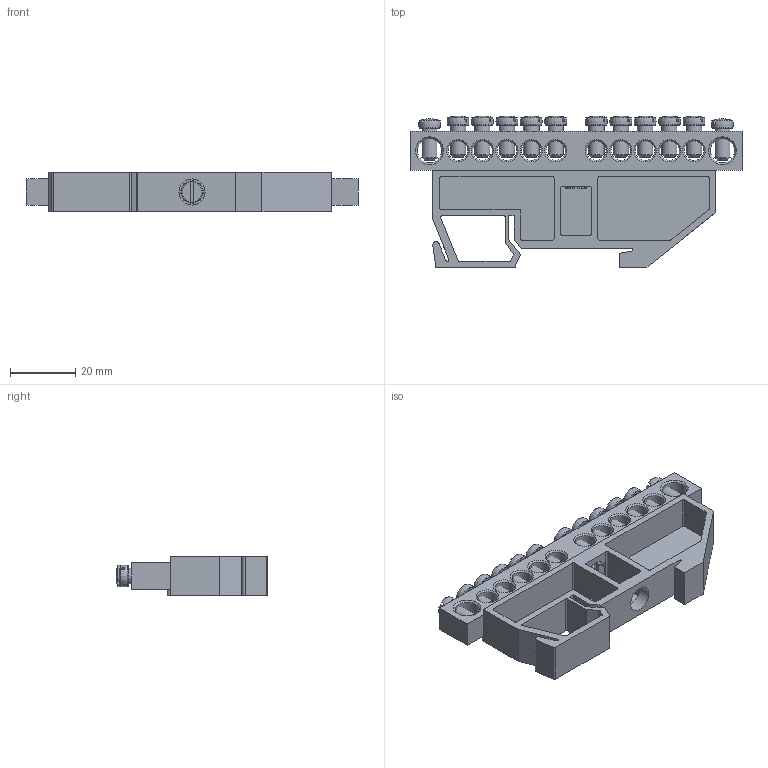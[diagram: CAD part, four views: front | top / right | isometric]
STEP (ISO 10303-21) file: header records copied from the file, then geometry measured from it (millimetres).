
FILE_DESCRIPTION(/* description */ (''),/* implementation_level */ '2;1');
FILE_NAME(/* name */ 'Шина PE 8х12-12_1 изолятор DIN.stp',/* time_stamp */ '2021-04-12T22:26:12+03:00',/* author */ ('Admin'),/* organization */ (''),/* preprocessor_version */ 'ST-DEVELOPER v15.6',/* originating_system */ 'Autodesk Inventor 2015',/* authorisation */ '');
FILE_SCHEMA (('AUTOMOTIVE_DESIGN { 1 0 10303 214 3 1 1 }'));
Length unit declared in the file: millimetre
Products named in the file (5): 8х12-12_1; Винт M5x10; Изолятор DIN \X2\04360435
; DIN 84 - M4 x 10; 
Assembly tree (15 placements, depth 2):
  
    8х12-12_1
    Винт M5x10  x12
    Изолятор DIN \X2\04360435

    DIN 84 - M4 x 10
Bounding box: 102 x 46.65 x 12 mm (x, y, z)
Volume: 20482 mm3; surface area: 20172.3 mm2
Topology: 15 solids, 15 shells, 448 faces, 1187 edges, 784 vertices
Faces by surface type: plane 241, cylinder 70, cone 63, torus 38, sphere 24, bspline 12
Full cylindrical faces by diameter (mm): 3.242 x1, 3.621 x1, 4 x1, 4.134 x12, 4.8 x12, 5 x1, 6 x10, 7.5 x2, 8 x2
Entity records: 5908 total; most frequent: CARTESIAN_POINT 1392, DIRECTION 910, ORIENTED_EDGE 776, EDGE_CURVE 388, AXIS2_PLACEMENT_3D 359, EDGE_LOOP 293, VERTEX_POINT 287, LINE 192
